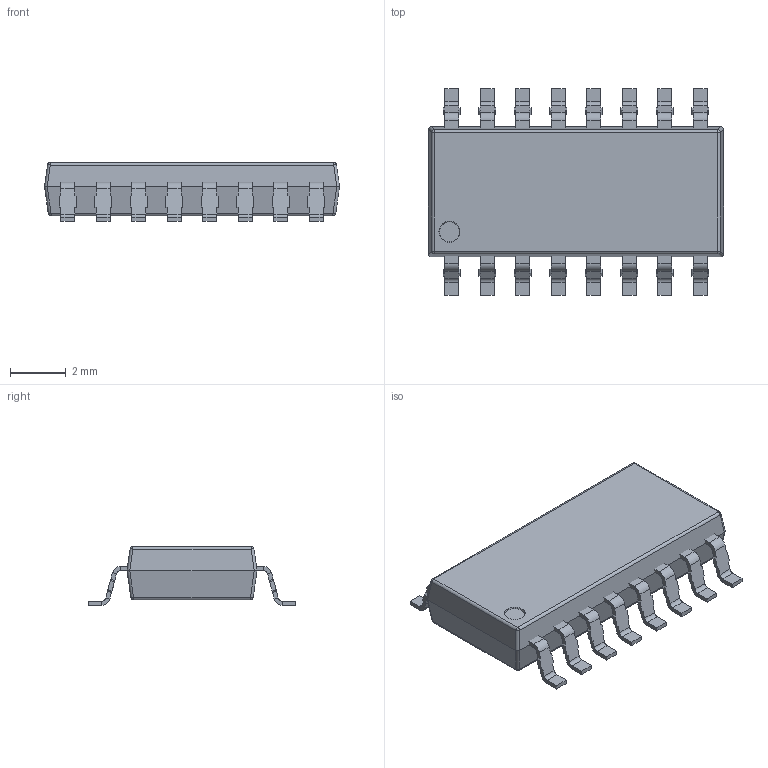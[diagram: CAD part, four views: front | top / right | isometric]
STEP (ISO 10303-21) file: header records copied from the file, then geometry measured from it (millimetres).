
FILE_DESCRIPTION(('STEP AP214'), '1');
FILE_NAME('miniFLAT-HP-16-YL', '2016-03-20T17:27:34', ('Nobody'), (''), 'ASCON STEP Converter 1.3', 'ASCON Math Kernel', '');
FILE_SCHEMA(('AUTOMOTIVE_DESIGN { 1 0 10303 214 3 1 1}'));
Length unit declared in the file: millimetre
Bounding box: 10.55 x 7.4 x 2.1 mm (x, y, z)
Volume: 92.3 mm3; surface area: 200.8 mm2
Topology: 17 solids, 17 shells, 516 faces, 1227 edges, 754 vertices
Faces by surface type: plane 427, cylinder 80, bspline 8, cone 1
Entity records: 18929 total; most frequent: CARTESIAN_POINT 2557, DIRECTION 2386, ORIENTED_EDGE 2308, EDGE_CURVE 1154, LINE 1060, VECTOR 1060, VERTEX_POINT 674, AXIS2_PLACEMENT_3D 663
